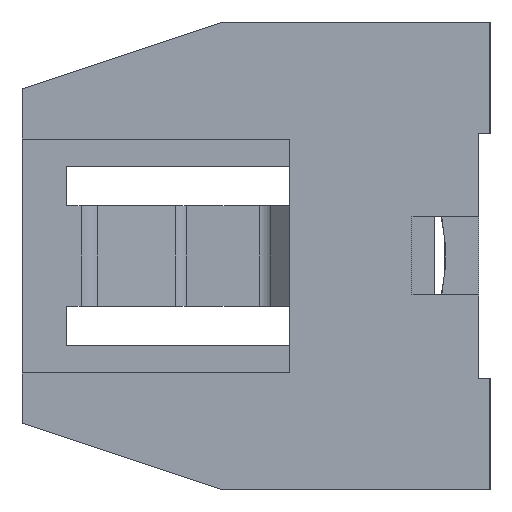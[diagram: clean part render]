
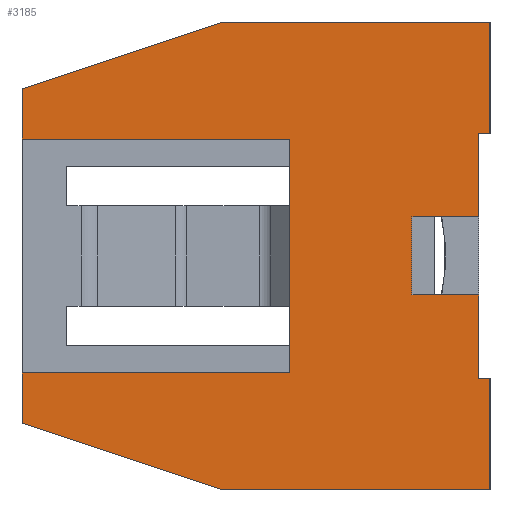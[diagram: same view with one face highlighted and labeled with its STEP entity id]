
A CAD part, left-side view. The second image highlights one B-rep face of the part: STEP entity #3185.
In plain terms, the highlighted planar face has unit normal (-1, 0, 0).
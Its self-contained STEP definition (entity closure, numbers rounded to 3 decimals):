
#67=PLANE('',#3383);
#228=FACE_OUTER_BOUND('',#405,.T.);
#405=EDGE_LOOP('',(#2474,#2475,#2476,#2477,#2478,#2479,#2480,#2481,#2482,
#2483,#2484,#2485,#2486,#2487,#2488,#2489,#2490,#2491));
#670=LINE('',#4668,#1092);
#678=LINE('',#4686,#1100);
#684=LINE('',#4698,#1106);
#694=LINE('',#4716,#1116);
#705=LINE('',#4736,#1127);
#710=LINE('',#4747,#1132);
#742=LINE('',#4810,#1164);
#747=LINE('',#4818,#1169);
#763=LINE('',#4847,#1185);
#771=LINE('',#4861,#1193);
#780=LINE('',#4878,#1202);
#794=LINE('',#4904,#1216);
#795=LINE('',#4905,#1217);
#796=LINE('',#4906,#1218);
#797=LINE('',#4907,#1219);
#798=LINE('',#4908,#1220);
#799=LINE('',#4909,#1221);
#800=LINE('',#4910,#1222);
#1092=VECTOR('',#3700,1000.);
#1100=VECTOR('',#3712,1000.);
#1106=VECTOR('',#3722,1000.);
#1116=VECTOR('',#3738,1000.);
#1127=VECTOR('',#3753,1000.);
#1132=VECTOR('',#3760,1000.);
#1164=VECTOR('',#3792,1000.);
#1169=VECTOR('',#3799,1000.);
#1185=VECTOR('',#3817,1000.);
#1193=VECTOR('',#3827,1000.);
#1202=VECTOR('',#3838,1000.);
#1216=VECTOR('',#3858,1000.);
#1217=VECTOR('',#3859,1000.);
#1218=VECTOR('',#3860,1000.);
#1219=VECTOR('',#3861,1000.);
#1220=VECTOR('',#3862,1000.);
#1221=VECTOR('',#3863,1000.);
#1222=VECTOR('',#3864,1000.);
#1511=VERTEX_POINT('',#4661);
#1514=VERTEX_POINT('',#4666);
#1519=VERTEX_POINT('',#4679);
#1522=VERTEX_POINT('',#4684);
#1531=VERTEX_POINT('',#4715);
#1538=VERTEX_POINT('',#4734);
#1540=VERTEX_POINT('',#4740);
#1542=VERTEX_POINT('',#4744);
#1543=VERTEX_POINT('',#4746);
#1574=VERTEX_POINT('',#4808);
#1575=VERTEX_POINT('',#4816);
#1576=VERTEX_POINT('',#4817);
#1587=VERTEX_POINT('',#4844);
#1588=VERTEX_POINT('',#4846);
#1593=VERTEX_POINT('',#4860);
#1600=VERTEX_POINT('',#4876);
#1608=VERTEX_POINT('',#4902);
#1609=VERTEX_POINT('',#4903);
#1823=EDGE_CURVE('',#1511,#1514,#670,.T.);
#1831=EDGE_CURVE('',#1519,#1522,#678,.T.);
#1837=EDGE_CURVE('',#1514,#1519,#684,.T.);
#1847=EDGE_CURVE('',#1511,#1531,#694,.T.);
#1858=EDGE_CURVE('',#1538,#1522,#705,.T.);
#1863=EDGE_CURVE('',#1542,#1543,#710,.T.);
#1895=EDGE_CURVE('',#1574,#1540,#742,.T.);
#1900=EDGE_CURVE('',#1575,#1576,#747,.T.);
#1916=EDGE_CURVE('',#1587,#1588,#763,.T.);
#1924=EDGE_CURVE('',#1593,#1588,#771,.T.);
#1933=EDGE_CURVE('',#1576,#1600,#780,.T.);
#1947=EDGE_CURVE('',#1608,#1609,#794,.T.);
#1948=EDGE_CURVE('',#1608,#1540,#795,.T.);
#1949=EDGE_CURVE('',#1574,#1593,#796,.T.);
#1950=EDGE_CURVE('',#1587,#1531,#797,.T.);
#1951=EDGE_CURVE('',#1538,#1575,#798,.T.);
#1952=EDGE_CURVE('',#1543,#1600,#799,.T.);
#1953=EDGE_CURVE('',#1609,#1542,#800,.T.);
#2474=ORIENTED_EDGE('',*,*,#1947,.F.);
#2475=ORIENTED_EDGE('',*,*,#1948,.T.);
#2476=ORIENTED_EDGE('',*,*,#1895,.F.);
#2477=ORIENTED_EDGE('',*,*,#1949,.T.);
#2478=ORIENTED_EDGE('',*,*,#1924,.T.);
#2479=ORIENTED_EDGE('',*,*,#1916,.F.);
#2480=ORIENTED_EDGE('',*,*,#1950,.T.);
#2481=ORIENTED_EDGE('',*,*,#1847,.F.);
#2482=ORIENTED_EDGE('',*,*,#1823,.T.);
#2483=ORIENTED_EDGE('',*,*,#1837,.T.);
#2484=ORIENTED_EDGE('',*,*,#1831,.T.);
#2485=ORIENTED_EDGE('',*,*,#1858,.F.);
#2486=ORIENTED_EDGE('',*,*,#1951,.T.);
#2487=ORIENTED_EDGE('',*,*,#1900,.T.);
#2488=ORIENTED_EDGE('',*,*,#1933,.T.);
#2489=ORIENTED_EDGE('',*,*,#1952,.F.);
#2490=ORIENTED_EDGE('',*,*,#1863,.F.);
#2491=ORIENTED_EDGE('',*,*,#1953,.F.);
#3185=ADVANCED_FACE('',(#228),#67,.F.);
#3383=AXIS2_PLACEMENT_3D('',#4901,#3856,#3857);
#3700=DIRECTION('',(0.,-1.,0.));
#3712=DIRECTION('',(0.,1.,0.));
#3722=DIRECTION('',(0.,0.,-1.));
#3738=DIRECTION('',(0.,0.,1.));
#3753=DIRECTION('',(0.,0.,1.));
#3760=DIRECTION('',(0.,0.,-1.));
#3792=DIRECTION('',(0.,0.,-1.));
#3799=DIRECTION('',(0.,-1.,0.));
#3817=DIRECTION('',(0.,-1.,0.));
#3827=DIRECTION('',(0.,0.,1.));
#3838=DIRECTION('',(0.,0.,1.));
#3856=DIRECTION('center_axis',(1.,0.,0.));
#3857=DIRECTION('ref_axis',(0.,0.,-1.));
#3858=DIRECTION('',(0.,0.,-1.));
#3859=DIRECTION('',(0.,-1.,0.));
#3860=DIRECTION('',(0.,-1.,0.));
#3861=DIRECTION('',(0.,0.949,-0.316));
#3862=DIRECTION('',(0.,-0.949,-0.316));
#3863=DIRECTION('',(0.,-1.,0.));
#3864=DIRECTION('',(0.,-1.,0.));
#4661=CARTESIAN_POINT('',(-37.5,21.,5.25));
#4666=CARTESIAN_POINT('',(-37.5,9.,5.25));
#4668=CARTESIAN_POINT('',(-37.5,21.,5.25));
#4679=CARTESIAN_POINT('',(-37.5,9.,-5.25));
#4684=CARTESIAN_POINT('',(-37.5,21.,-5.25));
#4686=CARTESIAN_POINT('',(-37.5,21.,-5.25));
#4698=CARTESIAN_POINT('',(-37.5,9.,5.25));
#4715=CARTESIAN_POINT('',(-37.5,21.,7.5));
#4716=CARTESIAN_POINT('',(-37.5,21.,10.5));
#4734=CARTESIAN_POINT('',(-37.5,21.,-7.5));
#4736=CARTESIAN_POINT('',(-37.5,21.,10.5));
#4740=CARTESIAN_POINT('',(-37.5,0.5,1.75));
#4744=CARTESIAN_POINT('',(-37.5,0.5,-1.75));
#4746=CARTESIAN_POINT('',(-37.5,0.5,-5.5));
#4747=CARTESIAN_POINT('',(-37.5,0.5,0.));
#4808=CARTESIAN_POINT('',(-37.5,0.5,5.5));
#4810=CARTESIAN_POINT('',(-37.5,0.5,0.));
#4816=CARTESIAN_POINT('',(-37.5,12.,-10.5));
#4817=CARTESIAN_POINT('',(-37.5,0.,-10.5));
#4818=CARTESIAN_POINT('',(-37.5,21.,-10.5));
#4844=CARTESIAN_POINT('',(-37.5,12.,10.5));
#4846=CARTESIAN_POINT('',(-37.5,0.,10.5));
#4847=CARTESIAN_POINT('',(-37.5,21.,10.5));
#4860=CARTESIAN_POINT('',(-37.5,0.,5.5));
#4861=CARTESIAN_POINT('',(-37.5,0.,10.5));
#4876=CARTESIAN_POINT('',(-37.5,0.,-5.5));
#4878=CARTESIAN_POINT('',(-37.5,0.,10.5));
#4901=CARTESIAN_POINT('Origin',(-37.5,21.,10.5));
#4902=CARTESIAN_POINT('',(-37.5,3.5,1.75));
#4903=CARTESIAN_POINT('',(-37.5,3.5,-1.75));
#4904=CARTESIAN_POINT('',(-37.5,3.5,1.75));
#4905=CARTESIAN_POINT('',(-37.5,3.5,1.75));
#4906=CARTESIAN_POINT('',(-37.5,0.5,5.5));
#4907=CARTESIAN_POINT('',(-37.5,21.,7.5));
#4908=CARTESIAN_POINT('',(-37.5,21.,-7.5));
#4909=CARTESIAN_POINT('',(-37.5,0.5,-5.5));
#4910=CARTESIAN_POINT('',(-37.5,3.5,-1.75));
